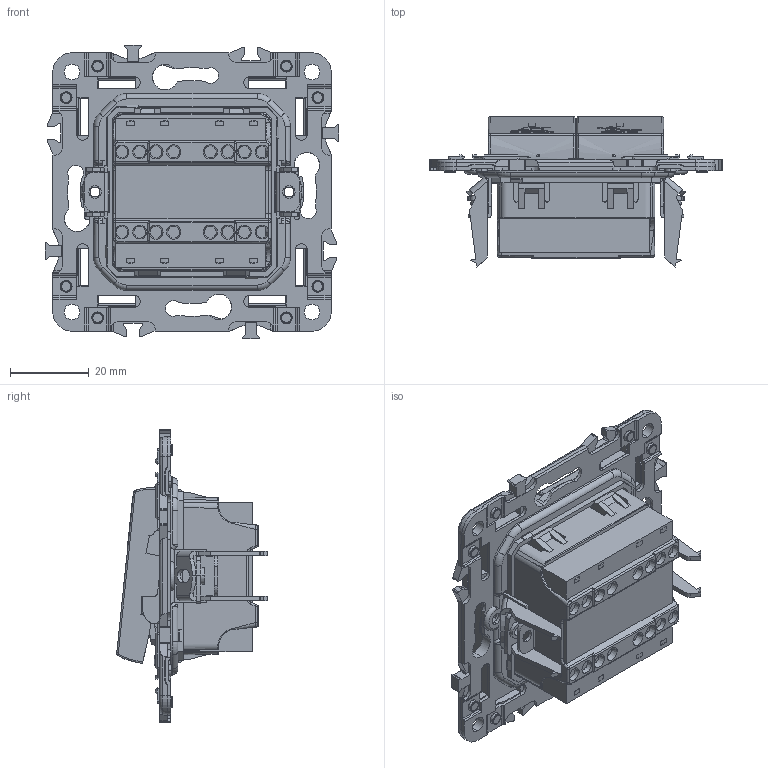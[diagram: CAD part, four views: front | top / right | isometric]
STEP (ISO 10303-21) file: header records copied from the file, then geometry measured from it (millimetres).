
FILE_DESCRIPTION (( 'STEP AP203' ), '1' );
FILE_NAME ('SKANDY Âûêëþ÷. 2-êë. ñ èíä. îòåë.STEP', '2025-02-16T20:06:57', ( '' ), ( '' ), 'SwSTEP 2.0', 'SolidWorks 2022', '' );
FILE_SCHEMA (( 'CONFIG_CONTROL_DESIGN' ));
Products named in the file (1): SKANDY Выключ. 2-кл. с инд. отел
Bounding box: 74.7 x 38.26 x 74.7 mm (x, y, z)
Volume: 53884.3 mm3; surface area: 37130.9 mm2
Topology: 33 solids, 37 shells, 3700 faces, 10485 edges, 6764 vertices
Faces by surface type: plane 2096, cylinder 1004, bspline 420, torus 108, cone 60, sphere 12
Entity records: 138459 total; most frequent: CARTESIAN_POINT 45734, ORIENTED_EDGE 20938, DIRECTION 17069, EDGE_CURVE 10469, VERTEX_POINT 6764, VECTOR 6737, LINE 6737, AXIS2_PLACEMENT_3D 5166
